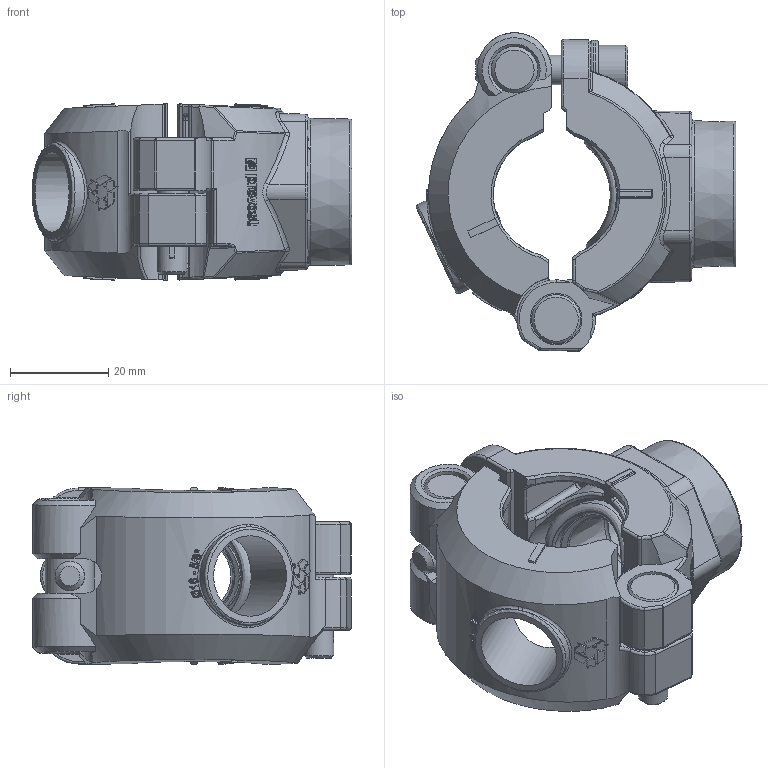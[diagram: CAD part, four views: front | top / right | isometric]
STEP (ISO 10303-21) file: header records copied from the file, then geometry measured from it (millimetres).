
FILE_DESCRIPTION(('STEP AP214'),'1');
FILE_NAME('PPS1 BFT2527.stp','2021-03-16T09:52:45',(' '),(' '),'Spatial InterOp 3D',' ',' ');
FILE_SCHEMA(('AUTOMOTIVE_DESIGN { 1 0 10303 214 1 1 1 1 }'));
Length unit declared in the file: metre
Products named in the file (1): 1615888334
Bounding box: 65.12 x 64.83 x 35.9 mm (x, y, z)
Volume: 46134.8 mm3; surface area: 22022 mm2
Topology: 1 solids, 1 shells, 1115 faces, 2951 edges, 1823 vertices
Faces by surface type: plane 305, bspline 239, extrusion 233, cylinder 230, sphere 46, torus 41, cone 21
Full cylindrical faces by diameter (mm): 6 x5, 8 x1, 9.5 x2, 10 x3, 10.5 x1, 12 x1, 16.4 x1, 19 x1
Entity records: 76996 total; most frequent: CARTESIAN_POINT 43830, ORIENTED_EDGE 5638, DIRECTION 3956, EDGE_CURVE 2819, VERTEX_POINT 1790, AXIS2_PLACEMENT_3D 1402, B_SPLINE_CURVE_WITH_KNOTS 1352, EDGE_LOOP 1205
